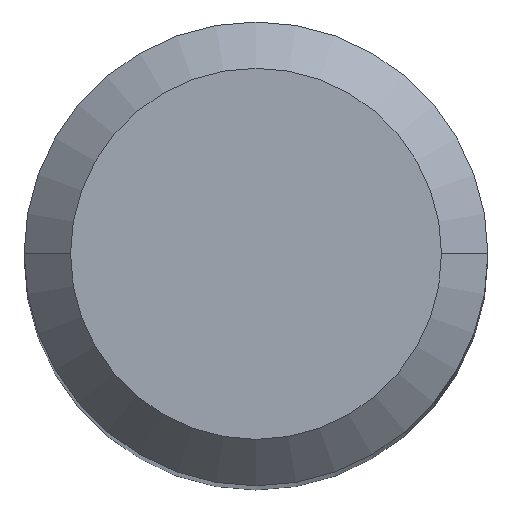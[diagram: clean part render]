
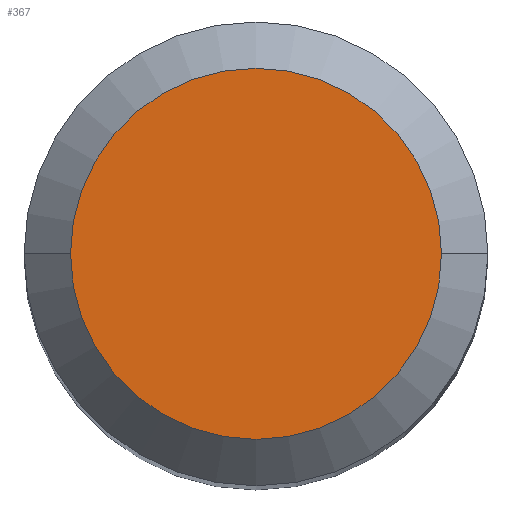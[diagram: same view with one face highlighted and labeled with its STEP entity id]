
A CAD part, top view. The second image highlights one B-rep face of the part: STEP entity #367.
In plain terms, the highlighted planar face has unit normal (0, 0, 1).
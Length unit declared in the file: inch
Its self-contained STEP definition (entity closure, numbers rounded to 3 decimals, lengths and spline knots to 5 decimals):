
#17 = CARTESIAN_POINT ( 'NONE',  ( -0.09448, 0., 0. ) ) ;
#21 = CARTESIAN_POINT ( 'NONE',  ( 0., 0., 0. ) ) ;
#31 = CIRCLE ( 'NONE', #470, 0.09448 ) ;
#39 = CARTESIAN_POINT ( 'NONE',  ( 0.09448, 0., 0. ) ) ;
#49 = DIRECTION ( 'NONE',  ( 0., 0., 1. ) ) ;
#50 = CIRCLE ( 'NONE', #270, 0.09448 ) ;
#65 = ORIENTED_EDGE ( 'NONE', *, *, #374, .T. ) ;
#87 = DIRECTION ( 'NONE',  ( 0., 0., -1. ) ) ;
#122 = CARTESIAN_POINT ( 'NONE',  ( 0., 0., 0. ) ) ;
#126 = PLANE ( 'NONE',  #256 ) ;
#134 = DIRECTION ( 'NONE',  ( 0., 0., 1. ) ) ;
#172 = ORIENTED_EDGE ( 'NONE', *, *, #396, .T. ) ;
#177 = DIRECTION ( 'NONE',  ( 1., 0., 0. ) ) ;
#256 = AXIS2_PLACEMENT_3D ( 'NONE', #122, #87, #452 ) ;
#270 = AXIS2_PLACEMENT_3D ( 'NONE', #335, #49, #373 ) ;
#335 = CARTESIAN_POINT ( 'NONE',  ( 0., 0., 0. ) ) ;
#364 = EDGE_LOOP ( 'NONE', ( #172, #65 ) ) ;
#367 = ADVANCED_FACE ( 'NONE', ( #376 ), #126, .F. ) ;
#373 = DIRECTION ( 'NONE',  ( 1., 0., 0. ) ) ;
#374 = EDGE_CURVE ( 'NONE', #438, #375, #50, .T. ) ;
#375 = VERTEX_POINT ( 'NONE', #17 ) ;
#376 = FACE_OUTER_BOUND ( 'NONE', #364, .T. ) ;
#396 = EDGE_CURVE ( 'NONE', #375, #438, #31, .T. ) ;
#438 = VERTEX_POINT ( 'NONE', #39 ) ;
#452 = DIRECTION ( 'NONE',  ( -1., 0., 0. ) ) ;
#470 = AXIS2_PLACEMENT_3D ( 'NONE', #21, #134, #177 ) ;
